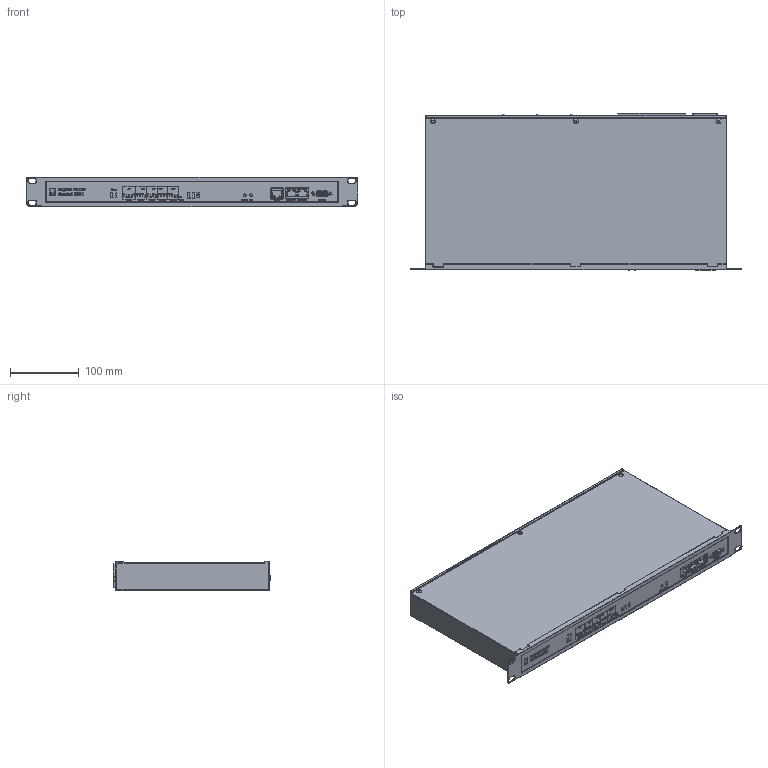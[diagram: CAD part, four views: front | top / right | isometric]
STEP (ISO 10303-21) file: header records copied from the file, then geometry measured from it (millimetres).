
FILE_DESCRIPTION(/* description */ (''),/* implementation_level */ '2;1');
FILE_NAME(/* name */ 'Power_Control_8291_v240723.step',/* time_stamp */ '2024-07-23T12:36:11+02:00',/* author */ (''),/* organization */ (''),/* preprocessor_version */ 'ST-DEVELOPER v20',/* originating_system */ 'Autodesk Translation Framework v13.14.0.145',/* authorisation */ '');
FILE_SCHEMA (('AUTOMOTIVE_DESIGN { 1 0 10303 214 3 1 1 }'));
Products named in the file (1): Power_Control_8291_v240719
Bounding box: 483 x 230.32 x 43.34 mm (x, y, z)
Volume: 4070319.3 mm3; surface area: 322944 mm2
Topology: 325 solids, 330 shells, 10582 faces, 28018 edges, 18309 vertices
Faces by surface type: plane 5612, bspline 3157, cylinder 1418, torus 274, cone 71, sphere 50
Full cylindrical faces by diameter (mm): 1.6 x9, 2 x2, 2.668 x1, 6.623 x1
Entity records: 341654 total; most frequent: CARTESIAN_POINT 103756, ORIENTED_EDGE 55990, DIRECTION 40018, EDGE_CURVE 27995, LINE 18370, VECTOR 18370, VERTEX_POINT 18309, EDGE_LOOP 11134
